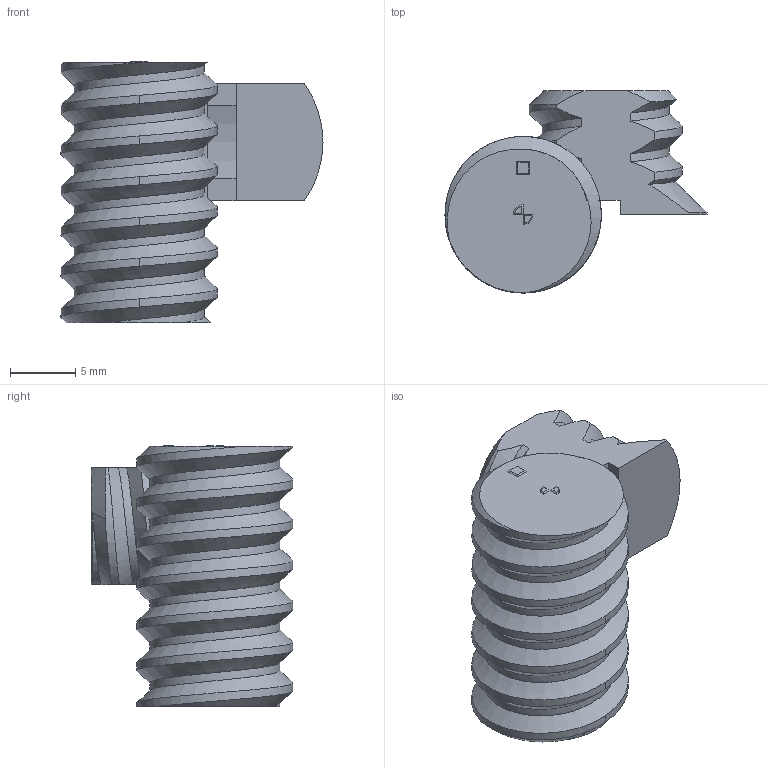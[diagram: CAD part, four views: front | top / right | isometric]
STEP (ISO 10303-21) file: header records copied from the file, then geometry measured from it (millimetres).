
FILE_DESCRIPTION(/* description */ (''),/* implementation_level */ '2;1');
FILE_NAME(/* name */ 'T-Bolt.step',/* time_stamp */ '2025-07-06T18:11:53+02:00',/* author */ (''),/* organization */ (''),/* preprocessor_version */ 'ST-DEVELOPER v20.1',/* originating_system */ 'Autodesk Translation Framework v14.10.0.0',/* authorisation */ '');
FILE_SCHEMA (('AUTOMOTIVE_DESIGN { 1 0 10303 214 3 1 1 }'));
Length unit declared in the file: millimetre
Products named in the file (2): Mounting Bolt; BL Simple 20 Mark
Assembly tree (1 placements, depth 2):
  Mounting Bolt
    BL Simple 20 Mark
Bounding box: 20.12 x 15.5 x 20.1 mm (x, y, z)
Volume: 2741.1 mm3; surface area: 1688.3 mm2
Topology: 2 solids, 2 shells, 63 faces, 172 edges, 115 vertices
Faces by surface type: plane 22, bspline 19, cylinder 16, cone 6
Full cylindrical faces by diameter (mm): 12 x6
Entity records: 4863 total; most frequent: CARTESIAN_POINT 3424, ORIENTED_EDGE 344, DIRECTION 192, EDGE_CURVE 172, VERTEX_POINT 115, B_SPLINE_CURVE_WITH_KNOTS 81, EDGE_LOOP 65, AXIS2_PLACEMENT_3D 65
